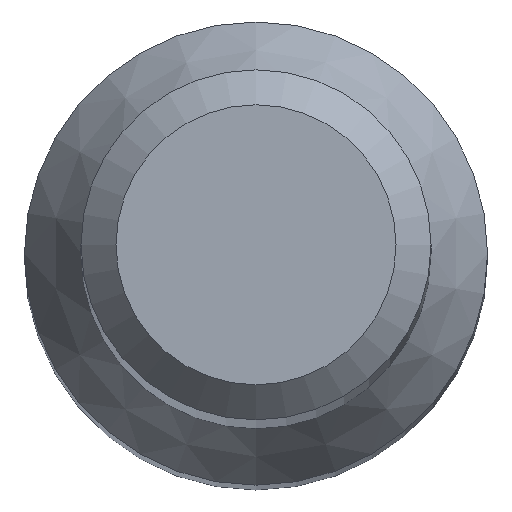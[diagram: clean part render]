
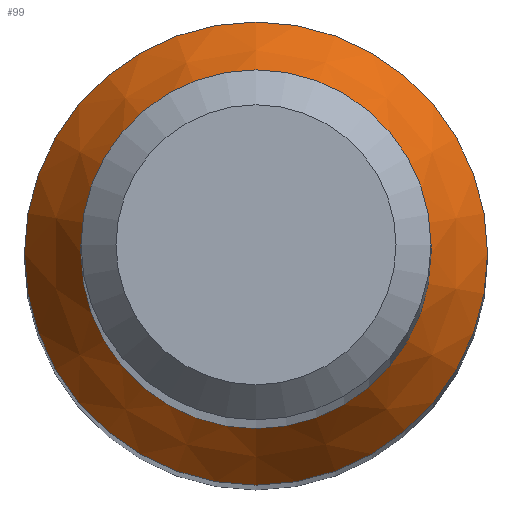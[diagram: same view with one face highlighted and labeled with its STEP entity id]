
A CAD part, top view. The second image highlights one B-rep face of the part: STEP entity #99.
In plain terms, the highlighted conical face has half-angle 30 degrees and reference radius 1.25 mm.
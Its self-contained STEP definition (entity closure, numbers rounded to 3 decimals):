
#18 = CIRCLE ( 'NONE', #52, 1.25 ) ;
#19 = DIRECTION ( 'NONE',  ( 0., 1., 0. ) ) ;
#39 = EDGE_LOOP ( 'NONE', ( #100 ) ) ;
#51 = DIRECTION ( 'NONE',  ( 0., 0., -1. ) ) ;
#52 = AXIS2_PLACEMENT_3D ( 'NONE', #184, #200, #111 ) ;
#55 = CARTESIAN_POINT ( 'NONE',  ( 0., 1.25, 20.7 ) ) ;
#76 = VERTEX_POINT ( 'NONE', #55 ) ;
#81 = ORIENTED_EDGE ( 'NONE', *, *, #218, .F. ) ;
#99 = ADVANCED_FACE ( 'NONE', ( #232, #163 ), #198, .T. ) ;
#100 = ORIENTED_EDGE ( 'NONE', *, *, #178, .T. ) ;
#109 = DIRECTION ( 'NONE',  ( 0., 0., -1. ) ) ;
#111 = DIRECTION ( 'NONE',  ( 0., 1., 0. ) ) ;
#135 = AXIS2_PLACEMENT_3D ( 'NONE', #165, #109, #199 ) ;
#148 = CARTESIAN_POINT ( 'NONE',  ( 0., 0., 20. ) ) ;
#152 = CIRCLE ( 'NONE', #169, 1.654 ) ;
#163 = FACE_BOUND ( 'NONE', #39, .T. ) ;
#165 = CARTESIAN_POINT ( 'NONE',  ( 0., 0., 20.7 ) ) ;
#169 = AXIS2_PLACEMENT_3D ( 'NONE', #148, #51, #19 ) ;
#178 = EDGE_CURVE ( 'NONE', #76, #76, #18, .T. ) ;
#184 = CARTESIAN_POINT ( 'NONE',  ( 0., 0., 20.7 ) ) ;
#196 = VERTEX_POINT ( 'NONE', #231 ) ;
#198 = CONICAL_SURFACE ( 'NONE', #135, 1.25, 0.524 ) ;
#199 = DIRECTION ( 'NONE',  ( 0., 1., 0. ) ) ;
#200 = DIRECTION ( 'NONE',  ( 0., 0., -1. ) ) ;
#218 = EDGE_CURVE ( 'NONE', #196, #196, #152, .T. ) ;
#225 = EDGE_LOOP ( 'NONE', ( #81 ) ) ;
#231 = CARTESIAN_POINT ( 'NONE',  ( 0., 1.654, 20. ) ) ;
#232 = FACE_OUTER_BOUND ( 'NONE', #225, .T. ) ;
